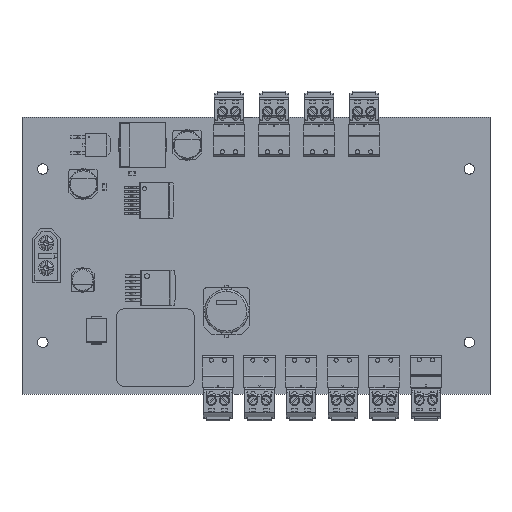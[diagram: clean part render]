
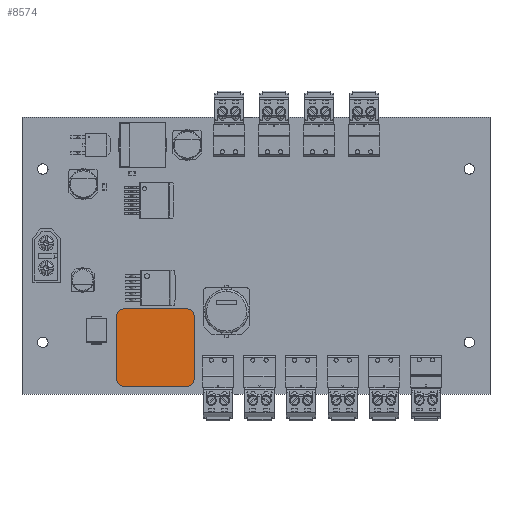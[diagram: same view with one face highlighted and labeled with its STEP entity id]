
A CAD part, top view. The second image highlights one B-rep face of the part: STEP entity #8574.
In plain terms, the highlighted face is planar.
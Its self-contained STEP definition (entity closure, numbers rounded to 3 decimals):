
#8384 = VERTEX_POINT('',#8385);
#8385 = CARTESIAN_POINT('',(-0.563,14.797,
    8.762));
#8391 = EDGE_CURVE('',#8392,#8384,#8394,.T.);
#8392 = VERTEX_POINT('',#8393);
#8393 = CARTESIAN_POINT('',(-2.458,14.797,
    6.868));
#8394 = CIRCLE('',#8395,1.895);
#8395 = AXIS2_PLACEMENT_3D('',#8396,#8397,#8398);
#8396 = CARTESIAN_POINT('',(-0.563,14.797,
    6.868));
#8397 = DIRECTION('',(0.,1.,0.));
#8398 = DIRECTION('',(0.,0.,-1.));
#8416 = VERTEX_POINT('',#8417);
#8417 = CARTESIAN_POINT('',(17.902,14.797,
    8.762));
#8423 = EDGE_CURVE('',#8384,#8416,#8424,.T.);
#8424 = LINE('',#8425,#8426);
#8425 = CARTESIAN_POINT('',(17.902,14.797,
    8.762));
#8426 = VECTOR('',#8427,1.);
#8427 = DIRECTION('',(1.,0.,0.));
#8440 = VERTEX_POINT('',#8441);
#8441 = CARTESIAN_POINT('',(19.797,14.797,
    6.868));
#8447 = EDGE_CURVE('',#8416,#8440,#8448,.T.);
#8448 = CIRCLE('',#8449,1.895);
#8449 = AXIS2_PLACEMENT_3D('',#8450,#8451,#8452);
#8450 = CARTESIAN_POINT('',(17.902,14.797,
    6.868));
#8451 = DIRECTION('',(0.,1.,0.));
#8452 = DIRECTION('',(0.,0.,1.));
#8465 = VERTEX_POINT('',#8466);
#8466 = CARTESIAN_POINT('',(19.797,14.797,
    -11.598));
#8472 = EDGE_CURVE('',#8440,#8465,#8473,.T.);
#8473 = LINE('',#8474,#8475);
#8474 = CARTESIAN_POINT('',(19.797,14.797,
    6.868));
#8475 = VECTOR('',#8476,1.);
#8476 = DIRECTION('',(0.,0.,-1.));
#8489 = VERTEX_POINT('',#8490);
#8490 = CARTESIAN_POINT('',(17.902,14.797,
    -13.493));
#8496 = EDGE_CURVE('',#8465,#8489,#8497,.T.);
#8497 = CIRCLE('',#8498,1.895);
#8498 = AXIS2_PLACEMENT_3D('',#8499,#8500,#8501);
#8499 = CARTESIAN_POINT('',(17.902,14.797,
    -11.598));
#8500 = DIRECTION('',(0.,1.,0.));
#8501 = DIRECTION('',(0.,0.,1.));
#8514 = VERTEX_POINT('',#8515);
#8515 = CARTESIAN_POINT('',(-0.563,14.797,
    -13.493));
#8521 = EDGE_CURVE('',#8489,#8514,#8522,.T.);
#8522 = LINE('',#8523,#8524);
#8523 = CARTESIAN_POINT('',(17.902,14.797,
    -13.493));
#8524 = VECTOR('',#8525,1.);
#8525 = DIRECTION('',(-1.,0.,0.));
#8538 = VERTEX_POINT('',#8539);
#8539 = CARTESIAN_POINT('',(-2.458,14.797,
    -11.598));
#8545 = EDGE_CURVE('',#8514,#8538,#8546,.T.);
#8546 = CIRCLE('',#8547,1.895);
#8547 = AXIS2_PLACEMENT_3D('',#8548,#8549,#8550);
#8548 = CARTESIAN_POINT('',(-0.563,14.797,
    -11.598));
#8549 = DIRECTION('',(0.,1.,0.));
#8550 = DIRECTION('',(0.,0.,1.));
#8563 = EDGE_CURVE('',#8538,#8392,#8564,.T.);
#8564 = LINE('',#8565,#8566);
#8565 = CARTESIAN_POINT('',(-2.458,14.797,
    6.868));
#8566 = VECTOR('',#8567,1.);
#8567 = DIRECTION('',(0.,0.,1.));
#8574 = ADVANCED_FACE('',(#8575),#8585,.F.);
#8575 = FACE_BOUND('',#8576,.T.);
#8576 = EDGE_LOOP('',(#8577,#8578,#8579,#8580,#8581,#8582,#8583,#8584));
#8577 = ORIENTED_EDGE('',*,*,#8391,.T.);
#8578 = ORIENTED_EDGE('',*,*,#8423,.T.);
#8579 = ORIENTED_EDGE('',*,*,#8447,.T.);
#8580 = ORIENTED_EDGE('',*,*,#8472,.T.);
#8581 = ORIENTED_EDGE('',*,*,#8496,.T.);
#8582 = ORIENTED_EDGE('',*,*,#8521,.T.);
#8583 = ORIENTED_EDGE('',*,*,#8545,.T.);
#8584 = ORIENTED_EDGE('',*,*,#8563,.T.);
#8585 = PLANE('',#8586);
#8586 = AXIS2_PLACEMENT_3D('',#8587,#8588,#8589);
#8587 = CARTESIAN_POINT('',(-0.563,14.797,
    6.868));
#8588 = DIRECTION('',(0.,-1.,0.));
#8589 = DIRECTION('',(0.,0.,-1.));
